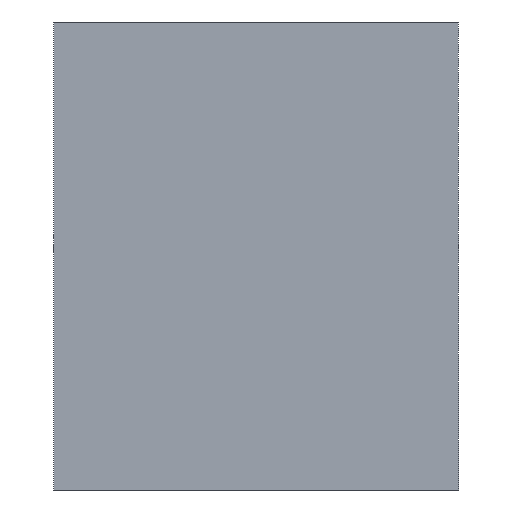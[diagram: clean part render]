
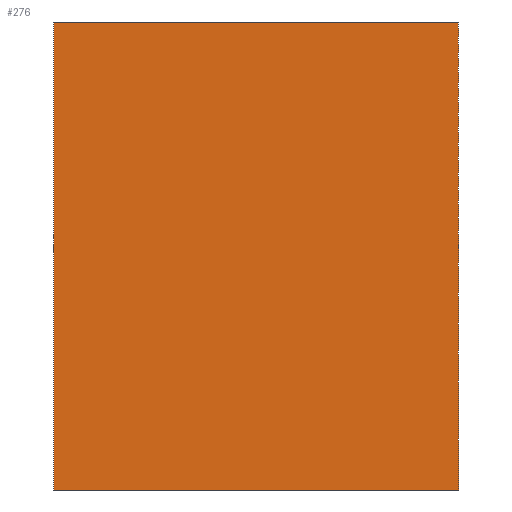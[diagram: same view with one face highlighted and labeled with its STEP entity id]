
A CAD part, front view. The second image highlights one B-rep face of the part: STEP entity #276.
In plain terms, the highlighted planar face has unit normal (0, -1, 0).
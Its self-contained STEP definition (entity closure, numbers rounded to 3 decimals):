
#132=DIRECTION('',(-1.,0.,0.));
#133=VECTOR('',#132,4.5);
#134=CARTESIAN_POINT('',(15.514,0.7,-2.6));
#135=LINE('',#134,#133);
#153=DIRECTION('',(0.,0.,-1.));
#154=VECTOR('',#153,5.2);
#155=CARTESIAN_POINT('',(15.514,0.7,2.6));
#156=LINE('',#155,#154);
#174=DIRECTION('',(0.,0.,1.));
#175=VECTOR('',#174,5.2);
#176=CARTESIAN_POINT('',(11.014,0.7,-2.6));
#177=LINE('',#176,#175);
#188=DIRECTION('',(1.,0.,0.));
#189=VECTOR('',#188,4.5);
#190=CARTESIAN_POINT('',(11.014,0.7,2.6));
#191=LINE('',#190,#189);
#208=CARTESIAN_POINT('',(15.514,0.7,-2.6));
#209=VERTEX_POINT('',#208);
#210=CARTESIAN_POINT('',(11.014,0.7,-2.6));
#211=VERTEX_POINT('',#210);
#214=CARTESIAN_POINT('',(15.514,0.7,2.6));
#215=VERTEX_POINT('',#214);
#216=CARTESIAN_POINT('',(11.014,0.7,2.6));
#217=VERTEX_POINT('',#216);
#263=CARTESIAN_POINT('',(0.,0.7,0.));
#264=DIRECTION('',(0.,1.,0.));
#265=DIRECTION('',(0.,0.,1.));
#266=AXIS2_PLACEMENT_3D('',#263,#264,#265);
#267=PLANE('',#266);
#268=ORIENTED_EDGE('',*,*,#227,.T.);
#270=ORIENTED_EDGE('',*,*,#269,.T.);
#272=ORIENTED_EDGE('',*,*,#271,.T.);
#273=ORIENTED_EDGE('',*,*,#256,.T.);
#274=EDGE_LOOP('',(#268,#270,#272,#273));
#275=FACE_OUTER_BOUND('',#274,.F.);
#227=EDGE_CURVE('',#209,#211,#135,.T.);
#256=EDGE_CURVE('',#215,#209,#156,.T.);
#269=EDGE_CURVE('',#211,#217,#177,.T.);
#271=EDGE_CURVE('',#217,#215,#191,.T.);
#276=ADVANCED_FACE('',(#275),#267,.F.);
